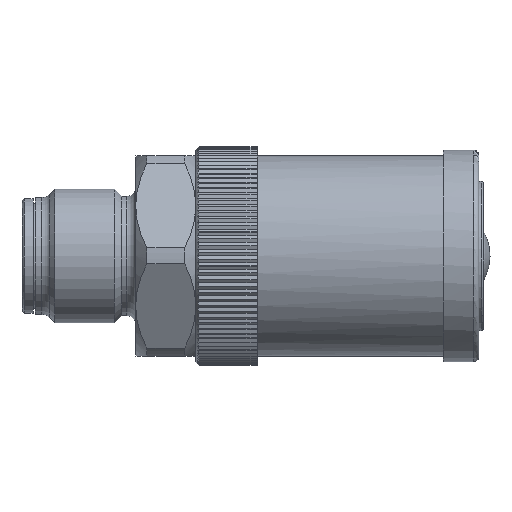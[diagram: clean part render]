
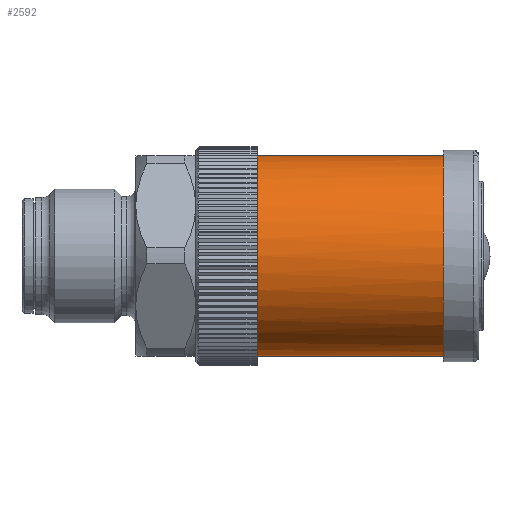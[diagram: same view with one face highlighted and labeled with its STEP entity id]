
A CAD part, top view. The second image highlights one B-rep face of the part: STEP entity #2592.
In plain terms, the highlighted cylindrical face has radius 9 mm (diameter 18 mm), a full revolution.
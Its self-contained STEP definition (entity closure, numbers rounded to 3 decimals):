
#2169=B_SPLINE_CURVE_WITH_KNOTS('',3,(#13779,#13780,#13781,#13782,#13783,
#13784,#13785,#13786,#13787,#13788,#13789,#13790,#13791,#13792,#13793,#13794,
#13795,#13796,#13797,#13798,#13799,#13800),.UNSPECIFIED.,.F.,.F.,(4,2,2,
2,2,2,2,2,2,2,4),(0.,0.125,0.188,0.25,0.375,0.5,0.625,0.75,0.813,0.875,
1.),.UNSPECIFIED.);
#2592=ADVANCED_FACE('',(#2827,#2828),#2731,.T.);
#2731=CYLINDRICAL_SURFACE('',#8579,9.);
#2827=FACE_BOUND('',#3298,.T.);
#2828=FACE_BOUND('',#3299,.T.);
#3298=EDGE_LOOP('',(#5593));
#3299=EDGE_LOOP('',(#5594,#5595));
#5593=ORIENTED_EDGE('',*,*,#7437,.F.);
#5594=ORIENTED_EDGE('',*,*,#7521,.F.);
#5595=ORIENTED_EDGE('',*,*,#7518,.T.);
#6313=VERTEX_POINT('',#13500);
#6372=VERTEX_POINT('',#13801);
#6373=VERTEX_POINT('',#13802);
#7437=EDGE_CURVE('',#6313,#6313,#7801,.T.);
#7518=EDGE_CURVE('',#6372,#6373,#2169,.T.);
#7521=EDGE_CURVE('',#6372,#6373,#7839,.T.);
#7801=CIRCLE('',#8499,9.);
#7839=CIRCLE('',#8577,9.);
#8499=AXIS2_PLACEMENT_3D('',#13499,#10451,#10452);
#8577=AXIS2_PLACEMENT_3D('',#13812,#10635,#10636);
#8579=AXIS2_PLACEMENT_3D('',#13814,#10639,#10640);
#10451=DIRECTION('',(-1.,0.,0.));
#10452=DIRECTION('',(0.,0.,-1.));
#10635=DIRECTION('',(1.,0.,0.));
#10636=DIRECTION('',(0.,0.,-1.));
#10639=DIRECTION('',(1.,0.,0.));
#10640=DIRECTION('',(0.,0.,-1.));
#13499=CARTESIAN_POINT('',(2.1,0.,3.));
#13500=CARTESIAN_POINT('',(2.1,0.,-6.));
#13779=CARTESIAN_POINT('',(18.8,4.417,-4.842));
#13780=CARTESIAN_POINT('',(17.904,5.686,-4.127));
#13781=CARTESIAN_POINT('',(16.746,6.587,-3.197));
#13782=CARTESIAN_POINT('',(14.579,7.396,-2.148));
#13783=CARTESIAN_POINT('',(13.753,7.567,-1.872));
#13784=CARTESIAN_POINT('',(12.056,7.592,-1.833));
#13785=CARTESIAN_POINT('',(11.224,7.446,-2.073));
#13786=CARTESIAN_POINT('',(9.011,6.688,-3.081));
#13787=CARTESIAN_POINT('',(7.82,5.791,-4.033));
#13788=CARTESIAN_POINT('',(6.007,3.356,-5.47));
#13789=CARTESIAN_POINT('',(5.405,1.709,-5.996));
#13790=CARTESIAN_POINT('',(5.395,-1.665,-6.004));
#13791=CARTESIAN_POINT('',(5.986,-3.319,-5.488));
#13792=CARTESIAN_POINT('',(7.814,-5.791,-4.037));
#13793=CARTESIAN_POINT('',(8.992,-6.677,-3.094));
#13794=CARTESIAN_POINT('',(11.205,-7.442,-2.08));
#13795=CARTESIAN_POINT('',(12.049,-7.591,-1.835));
#13796=CARTESIAN_POINT('',(13.735,-7.569,-1.87));
#13797=CARTESIAN_POINT('',(14.559,-7.401,-2.14));
#13798=CARTESIAN_POINT('',(16.745,-6.59,-3.193));
#13799=CARTESIAN_POINT('',(17.906,-5.684,-4.128));
#13800=CARTESIAN_POINT('',(18.8,-4.417,-4.842));
#13801=CARTESIAN_POINT('',(18.8,4.417,-4.842));
#13802=CARTESIAN_POINT('',(18.8,-4.417,-4.842));
#13812=CARTESIAN_POINT('',(18.8,0.,3.));
#13814=CARTESIAN_POINT('',(0.,0.,3.));
